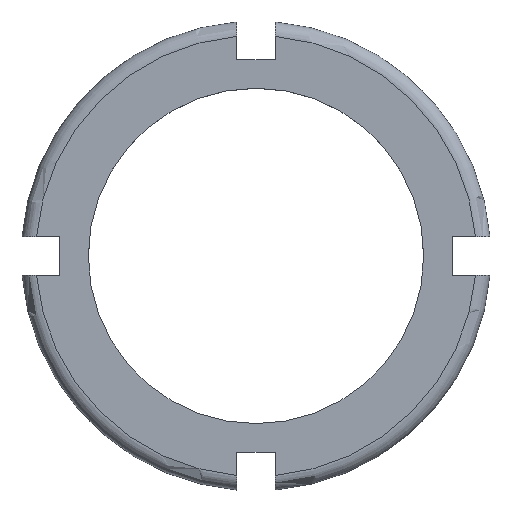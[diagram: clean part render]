
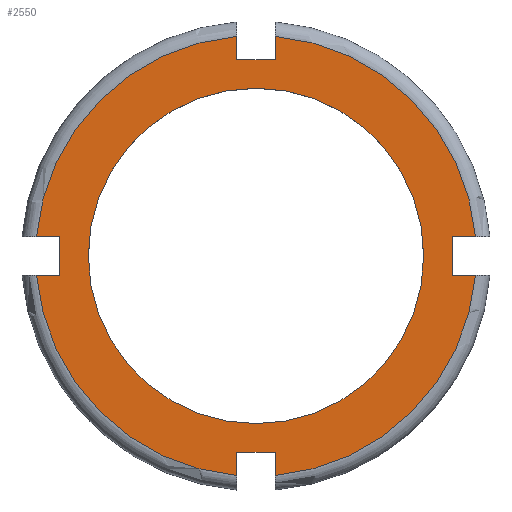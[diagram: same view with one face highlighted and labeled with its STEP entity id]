
A CAD part, top view. The second image highlights one B-rep face of the part: STEP entity #2550.
In plain terms, the highlighted planar face has unit normal (0, 0, 1).
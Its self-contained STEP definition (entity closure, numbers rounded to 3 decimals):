
#200=CARTESIAN_POINT('',(4.,41.,681.5));
#210=VERTEX_POINT('',#200);
#240=CARTESIAN_POINT('',(4.,41.,681.5));
#250=DIRECTION('',(-1.,0.,0.));
#260=VECTOR('',#250,1.);
#270=LINE('',#240,#260);
#280=CARTESIAN_POINT('',(-4.,41.,681.5));
#290=VERTEX_POINT('',#280);
#300=EDGE_CURVE('',#210,#290,#270,.T.);
#630=CARTESIAN_POINT('',(-4.,41.,681.5));
#640=DIRECTION('',(0.,1.,0.));
#650=VECTOR('',#640,1.);
#660=LINE('',#630,#650);
#670=CARTESIAN_POINT('',(-4.,45.826,681.5));
#680=VERTEX_POINT('',#670);
#690=EDGE_CURVE('',#290,#680,#660,.T.);
#910=CARTESIAN_POINT('',(0.,0.,681.5));
#920=DIRECTION('',(0.,0.,1.));
#930=DIRECTION('',(-0.087,0.996,0.));
#940=AXIS2_PLACEMENT_3D('',#910,#920,#930);
#950=CIRCLE('',#940,46.);
#960=CARTESIAN_POINT('',(-45.826,4.,681.5));
#970=VERTEX_POINT('',#960);
#980=EDGE_CURVE('',#680,#970,#950,.T.);
#1250=CARTESIAN_POINT('',(0.,0.,681.5));
#1260=DIRECTION('',(0.,0.,-1.));
#1270=DIRECTION('',(-1.,0.,0.));
#1280=AXIS2_PLACEMENT_3D('',#1250,#1260,#1270);
#1290=PLANE('',#1280);
#1300=CARTESIAN_POINT('',(41.,4.,681.5));
#1310=DIRECTION('',(1.,0.,0.));
#1320=VECTOR('',#1310,1.);
#1330=LINE('',#1300,#1320);
#1340=CARTESIAN_POINT('',(41.,4.,681.5));
#1350=VERTEX_POINT('',#1340);
#1360=CARTESIAN_POINT('',(45.826,4.,681.5));
#1370=VERTEX_POINT('',#1360);
#1380=EDGE_CURVE('',#1350,#1370,#1330,.T.);
#1390=ORIENTED_EDGE('',*,*,#1380,.T.);
#1400=CARTESIAN_POINT('',(41.,-4.,681.5));
#1410=DIRECTION('',(0.,1.,0.));
#1420=VECTOR('',#1410,1.);
#1430=LINE('',#1400,#1420);
#1440=CARTESIAN_POINT('',(41.,-4.,681.5));
#1450=VERTEX_POINT('',#1440);
#1460=EDGE_CURVE('',#1450,#1350,#1430,.T.);
#1470=ORIENTED_EDGE('',*,*,#1460,.T.);
#1480=CARTESIAN_POINT('',(45.826,-4.,681.5));
#1490=DIRECTION('',(-1.,0.,0.));
#1500=VECTOR('',#1490,1.);
#1510=LINE('',#1480,#1500);
#1520=CARTESIAN_POINT('',(45.826,-4.,681.5));
#1530=VERTEX_POINT('',#1520);
#1540=EDGE_CURVE('',#1530,#1450,#1510,.T.);
#1550=ORIENTED_EDGE('',*,*,#1540,.T.);
#1560=CARTESIAN_POINT('',(0.,0.,681.5));
#1570=DIRECTION('',(0.,0.,1.));
#1580=DIRECTION('',(0.087,-0.996,0.));
#1590=AXIS2_PLACEMENT_3D('',#1560,#1570,#1580);
#1600=CIRCLE('',#1590,46.);
#1610=CARTESIAN_POINT('',(4.,-45.826,681.5));
#1620=VERTEX_POINT('',#1610);
#1630=EDGE_CURVE('',#1620,#1530,#1600,.T.);
#1640=ORIENTED_EDGE('',*,*,#1630,.T.);
#1650=CARTESIAN_POINT('',(4.,-41.,681.5));
#1660=DIRECTION('',(0.,-1.,0.));
#1670=VECTOR('',#1660,1.);
#1680=LINE('',#1650,#1670);
#1690=CARTESIAN_POINT('',(4.,-41.,681.5));
#1700=VERTEX_POINT('',#1690);
#1710=EDGE_CURVE('',#1700,#1620,#1680,.T.);
#1720=ORIENTED_EDGE('',*,*,#1710,.T.);
#1730=CARTESIAN_POINT('',(-4.,-41.,681.5));
#1740=DIRECTION('',(1.,0.,0.));
#1750=VECTOR('',#1740,1.);
#1760=LINE('',#1730,#1750);
#1770=CARTESIAN_POINT('',(-4.,-41.,681.5));
#1780=VERTEX_POINT('',#1770);
#1790=EDGE_CURVE('',#1780,#1700,#1760,.T.);
#1800=ORIENTED_EDGE('',*,*,#1790,.T.);
#1810=CARTESIAN_POINT('',(-4.,-45.826,681.5));
#1820=DIRECTION('',(0.,1.,0.));
#1830=VECTOR('',#1820,1.);
#1840=LINE('',#1810,#1830);
#1850=CARTESIAN_POINT('',(-4.,-45.826,681.5));
#1860=VERTEX_POINT('',#1850);
#1870=EDGE_CURVE('',#1860,#1780,#1840,.T.);
#1880=ORIENTED_EDGE('',*,*,#1870,.T.);
#1890=CARTESIAN_POINT('',(0.,0.,681.5));
#1900=DIRECTION('',(0.,0.,1.));
#1910=DIRECTION('',(-0.996,-0.087,0.));
#1920=AXIS2_PLACEMENT_3D('',#1890,#1900,#1910);
#1930=CIRCLE('',#1920,46.);
#1940=CARTESIAN_POINT('',(-45.826,-4.,681.5));
#1950=VERTEX_POINT('',#1940);
#1960=EDGE_CURVE('',#1950,#1860,#1930,.T.);
#1970=ORIENTED_EDGE('',*,*,#1960,.T.);
#1980=CARTESIAN_POINT('',(-41.,-4.,681.5));
#1990=DIRECTION('',(-1.,0.,0.));
#2000=VECTOR('',#1990,1.);
#2010=LINE('',#1980,#2000);
#2020=CARTESIAN_POINT('',(-41.,-4.,681.5));
#2030=VERTEX_POINT('',#2020);
#2040=EDGE_CURVE('',#2030,#1950,#2010,.T.);
#2050=ORIENTED_EDGE('',*,*,#2040,.T.);
#2060=CARTESIAN_POINT('',(-41.,4.,681.5));
#2070=DIRECTION('',(0.,-1.,0.));
#2080=VECTOR('',#2070,1.);
#2090=LINE('',#2060,#2080);
#2100=CARTESIAN_POINT('',(-41.,4.,681.5));
#2110=VERTEX_POINT('',#2100);
#2120=EDGE_CURVE('',#2110,#2030,#2090,.T.);
#2130=ORIENTED_EDGE('',*,*,#2120,.T.);
#2140=CARTESIAN_POINT('',(-45.826,4.,681.5));
#2150=DIRECTION('',(1.,0.,0.));
#2160=VECTOR('',#2150,1.);
#2170=LINE('',#2140,#2160);
#2180=EDGE_CURVE('',#970,#2110,#2170,.T.);
#2190=ORIENTED_EDGE('',*,*,#2180,.T.);
#2200=ORIENTED_EDGE('',*,*,#980,.T.);
#2210=ORIENTED_EDGE('',*,*,#690,.T.);
#2220=ORIENTED_EDGE('',*,*,#300,.T.);
#2230=CARTESIAN_POINT('',(4.,45.826,681.5));
#2240=DIRECTION('',(0.,-1.,0.));
#2250=VECTOR('',#2240,1.);
#2260=LINE('',#2230,#2250);
#2270=CARTESIAN_POINT('',(4.,45.826,681.5));
#2280=VERTEX_POINT('',#2270);
#2290=EDGE_CURVE('',#2280,#210,#2260,.T.);
#2300=ORIENTED_EDGE('',*,*,#2290,.T.);
#2310=CARTESIAN_POINT('',(0.,0.,681.5));
#2320=DIRECTION('',(0.,-0.,1.));
#2330=DIRECTION('',(0.996,0.087,0.));
#2340=AXIS2_PLACEMENT_3D('',#2310,#2320,#2330);
#2350=CIRCLE('',#2340,46.);
#2360=EDGE_CURVE('',#1370,#2280,#2350,.T.);
#2370=ORIENTED_EDGE('',*,*,#2360,.T.);
#2380=EDGE_LOOP('',(#2370,#2300,#2220,#2210,#2200,#2190,#2130,#2050,
#1970,#1880,#1800,#1720,#1640,#1550,#1470,#1390));
#2390=FACE_OUTER_BOUND('',#2380,.T.);
#2400=CARTESIAN_POINT('',(0.,0.,681.5));
#2410=DIRECTION('',(0.,0.,-1.));
#2420=DIRECTION('',(1.,0.,0.));
#2430=AXIS2_PLACEMENT_3D('',#2400,#2410,#2420);
#2440=CIRCLE('',#2430,35.);
#2450=CARTESIAN_POINT('',(-35.,0.,681.5));
#2460=VERTEX_POINT('',#2450);
#2470=CARTESIAN_POINT('',(35.,0.,681.5));
#2480=VERTEX_POINT('',#2470);
#2490=EDGE_CURVE('',#2460,#2480,#2440,.T.);
#2500=ORIENTED_EDGE('',*,*,#2490,.T.);
#2510=EDGE_CURVE('',#2480,#2460,#2440,.T.);
#2520=ORIENTED_EDGE('',*,*,#2510,.T.);
#2530=EDGE_LOOP('',(#2520,#2500));
#2540=FACE_BOUND('',#2530,.T.);
#2550=ADVANCED_FACE('',(#2390,#2540),#1290,.F.);
